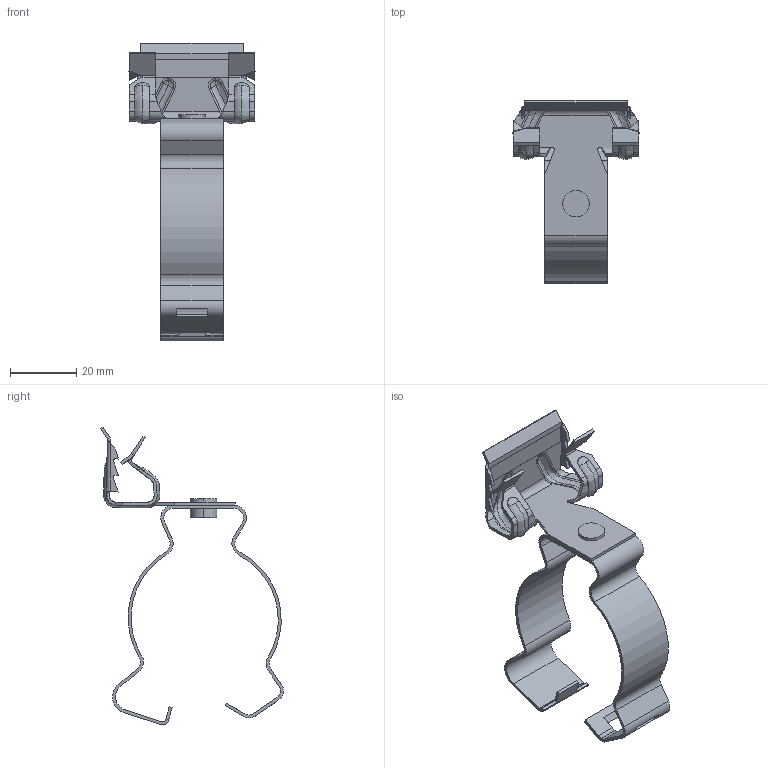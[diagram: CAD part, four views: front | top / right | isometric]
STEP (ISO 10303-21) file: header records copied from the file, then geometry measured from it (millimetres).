
FILE_DESCRIPTION (( 'STEP AP214' ), '1' );
FILE_NAME ('1483693.stp', '2020-08-03T08:31:27', ( '' ), ( '' ), 'SwSTEP 2.0', 'SolidWorks 2018', '' );
FILE_SCHEMA (( 'AUTOMOTIVE_DESIGN' ));
Length unit declared in the file: inch
Products named in the file (4): M6 Rivit 1.8mm; 1483693; HLCC125; 8205010008
Assembly tree (3 placements, depth 2):
  1483693
    8205010008
    M6 Rivit 1.8mm
    HLCC125
Bounding box: 38.12 x 55.28 x 90.04 mm (x, y, z)
Volume: 5427.8 mm3; surface area: 12489.4 mm2
Topology: 3 solids, 3 shells, 265 faces, 724 edges, 456 vertices
Faces by surface type: plane 116, cylinder 87, bspline 38, torus 20, sphere 4
Entity records: 23190 total; most frequent: CARTESIAN_POINT 13419, ORIENTED_EDGE 1432, DIRECTION 1053, EDGE_CURVE 716, VERTEX_POINT 456, LINE 373, VECTOR 373, AXIS2_PLACEMENT_3D 340
